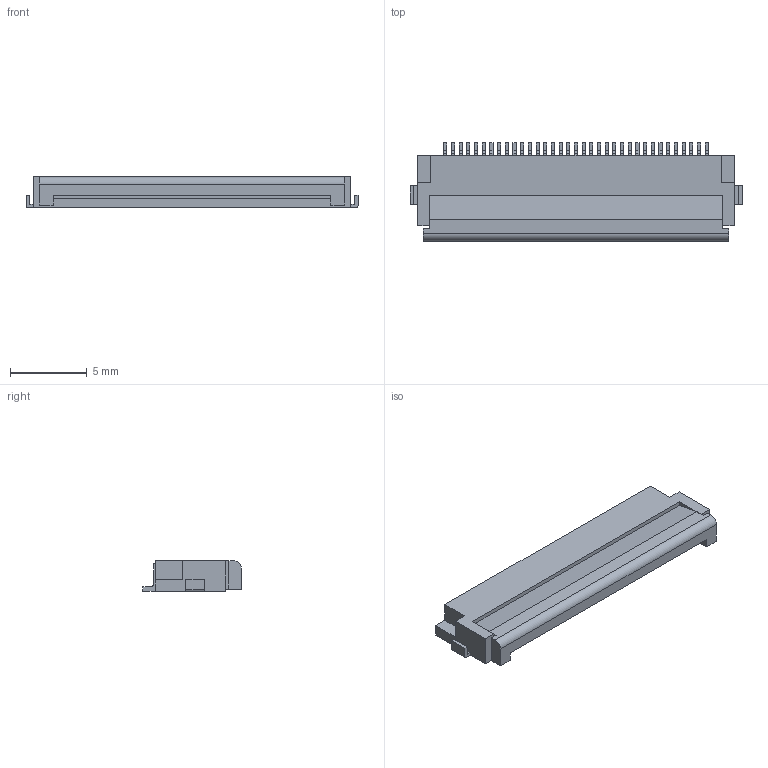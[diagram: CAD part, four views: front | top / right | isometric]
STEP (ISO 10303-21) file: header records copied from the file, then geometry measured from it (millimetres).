
FILE_DESCRIPTION(('FreeCAD Model'),'2;1');
FILE_NAME('Open CASCADE Shape Model','2023-05-11T17:12:30',(''),(''), 'Open CASCADE STEP processor 7.6','FreeCAD','Unknown');
FILE_SCHEMA(('AUTOMOTIVE_DESIGN { 1 0 10303 214 1 1 1 1 }'));
Length unit declared in the file: millimetre
Products named in the file (4): Hirose_FH12_xxS_0_5SH_Parametric_v0_1; body; lock; pins
Assembly tree (3 placements, depth 2):
  Hirose_FH12_xxS_0_5SH_Parametric_v0_1
    body
    lock
    pins
Bounding box: 21.6 x 6.4 x 2 mm (x, y, z)
Volume: 225.6 mm3; surface area: 742.1 mm2
Topology: 3 solids, 3 shells, 455 faces, 1343 edges, 894 vertices
Faces by surface type: plane 411, cylinder 44
Entity records: 15027 total; most frequent: CARTESIAN_POINT 2696, ORIENTED_EDGE 2686, DIRECTION 2349, EDGE_CURVE 1343, LINE 1255, VECTOR 1255, VERTEX_POINT 894, AXIS2_PLACEMENT_3D 547
